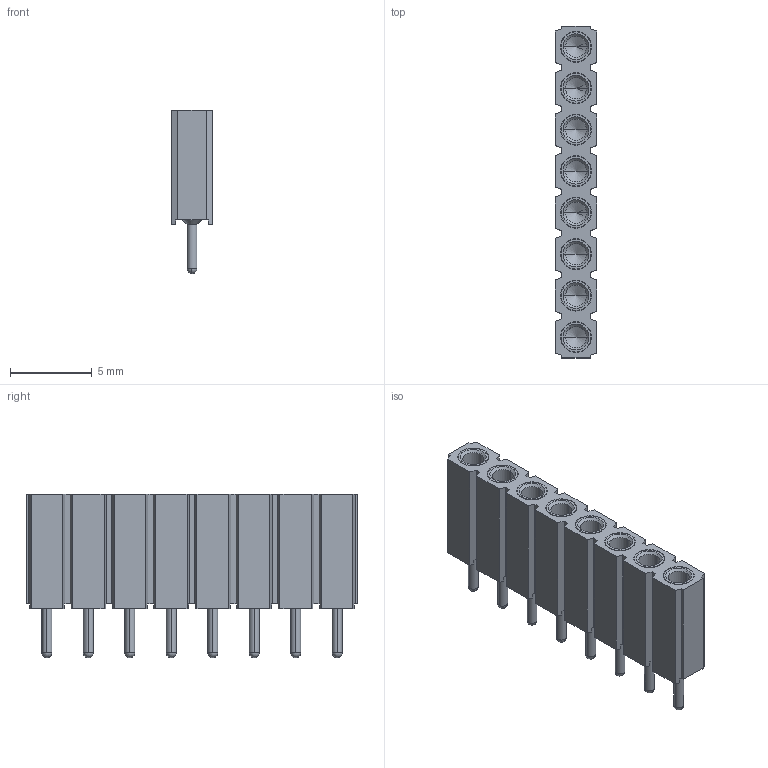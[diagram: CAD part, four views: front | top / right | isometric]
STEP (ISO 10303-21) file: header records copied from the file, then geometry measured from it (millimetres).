
FILE_DESCRIPTION(('FreeCAD Model'),'2;1');
FILE_NAME('mill_max_801_93_008_10_001000_cp.step', '2020-11-26T12:25:56',('kicad StepUp'),('ksu MCAD'), 'Open CASCADE STEP processor 7.4','FreeCAD','Unknown');
FILE_SCHEMA(('AUTOMOTIVE_DESIGN { 1 0 10303 214 1 1 1 1 }'));
Length unit declared in the file: millimetre
Products named in the file (1): mill_max_801_93_008_10_001000_cp
Bounding box: 2.54 x 20.32 x 10.01 mm (x, y, z)
Volume: 256.9 mm3; surface area: 1264.9 mm2
Topology: 9 solids, 9 shells, 326 faces, 796 edges, 488 vertices
Faces by surface type: plane 134, cylinder 112, cone 64, sphere 16
Entity records: 11718 total; most frequent: DIRECTION 1706, CARTESIAN_POINT 1579, ORIENTED_EDGE 1528, EDGE_CURVE 764, AXIS2_PLACEMENT_3D 615, VERTEX_POINT 488, LINE 476, VECTOR 476
